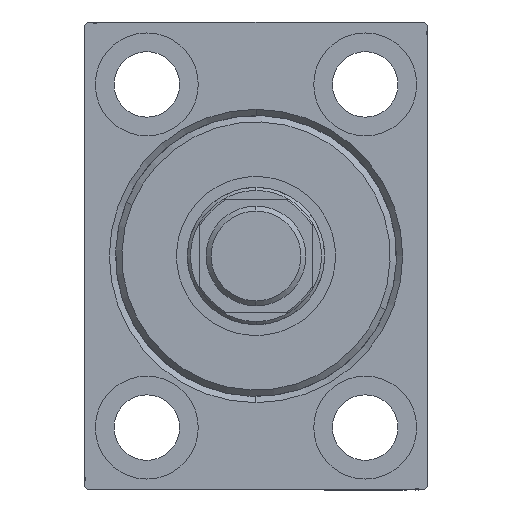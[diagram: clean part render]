
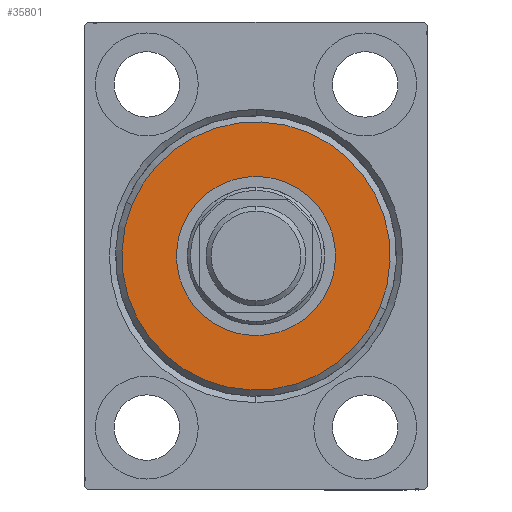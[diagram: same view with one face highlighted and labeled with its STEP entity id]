
A CAD part, left-side view. The second image highlights one B-rep face of the part: STEP entity #35801.
In plain terms, the highlighted face is planar.
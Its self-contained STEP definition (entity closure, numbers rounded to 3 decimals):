
#1046 = ORIENTED_EDGE ( 'NONE', *, *, #13702, .T. ) ;
#1102 = ORIENTED_EDGE ( 'NONE', *, *, #12460, .T. ) ;
#1388 = CARTESIAN_POINT ( 'NONE',  ( 3., 0., -12.75 ) ) ;
#2068 = AXIS2_PLACEMENT_3D ( 'NONE', #3681, #37931, #20454 ) ;
#2699 = EDGE_CURVE ( 'NONE', #37694, #36548, #38839, .T. ) ;
#3681 = CARTESIAN_POINT ( 'NONE',  ( 3., 0., 0. ) ) ;
#5994 = AXIS2_PLACEMENT_3D ( 'NONE', #41118, #35079, #37764 ) ;
#6140 = ORIENTED_EDGE ( 'NONE', *, *, #2699, .T. ) ;
#6810 = PLANE ( 'NONE',  #2068 ) ;
#7222 = DIRECTION ( 'NONE',  ( 1., 0., 0. ) ) ;
#7421 = CIRCLE ( 'NONE', #37444, 12.75 ) ;
#8784 = ORIENTED_EDGE ( 'NONE', *, *, #33151, .T. ) ;
#11991 = CIRCLE ( 'NONE', #27725, 21.5 ) ;
#12460 = EDGE_CURVE ( 'NONE', #39874, #13940, #7421, .T. ) ;
#13702 = EDGE_CURVE ( 'NONE', #13940, #39874, #41762, .T. ) ;
#13940 = VERTEX_POINT ( 'NONE', #1388 ) ;
#18114 = AXIS2_PLACEMENT_3D ( 'NONE', #30277, #7222, #43931 ) ;
#18186 = DIRECTION ( 'NONE',  ( 1., 0., 0. ) ) ;
#20454 = DIRECTION ( 'NONE',  ( 0., 0., -1. ) ) ;
#22586 = EDGE_LOOP ( 'NONE', ( #1102, #1046 ) ) ;
#25327 = DIRECTION ( 'NONE',  ( 0., 0., -1. ) ) ;
#26712 = CARTESIAN_POINT ( 'NONE',  ( 3., 0., 21.5 ) ) ;
#27321 = EDGE_LOOP ( 'NONE', ( #8784, #6140 ) ) ;
#27725 = AXIS2_PLACEMENT_3D ( 'NONE', #41910, #18186, #25327 ) ;
#30277 = CARTESIAN_POINT ( 'NONE',  ( 3., 0., 0. ) ) ;
#33151 = EDGE_CURVE ( 'NONE', #36548, #37694, #11991, .T. ) ;
#34569 = FACE_BOUND ( 'NONE', #22586, .T. ) ;
#35079 = DIRECTION ( 'NONE',  ( -1., 0., 0. ) ) ;
#35801 = ADVANCED_FACE ( 'NONE', ( #37049, #34569 ), #6810, .T. ) ;
#36495 = DIRECTION ( 'NONE',  ( -1., 0., 0. ) ) ;
#36548 = VERTEX_POINT ( 'NONE', #26712 ) ;
#37049 = FACE_OUTER_BOUND ( 'NONE', #27321, .T. ) ;
#37444 = AXIS2_PLACEMENT_3D ( 'NONE', #44081, #36495, #40500 ) ;
#37694 = VERTEX_POINT ( 'NONE', #44232 ) ;
#37764 = DIRECTION ( 'NONE',  ( 0., 0., -1. ) ) ;
#37931 = DIRECTION ( 'NONE',  ( 1., 0., 0. ) ) ;
#38839 = CIRCLE ( 'NONE', #18114, 21.5 ) ;
#39874 = VERTEX_POINT ( 'NONE', #43743 ) ;
#40500 = DIRECTION ( 'NONE',  ( 0., 0., -1. ) ) ;
#41118 = CARTESIAN_POINT ( 'NONE',  ( 3., 0., 0. ) ) ;
#41762 = CIRCLE ( 'NONE', #5994, 12.75 ) ;
#41910 = CARTESIAN_POINT ( 'NONE',  ( 3., 0., 0. ) ) ;
#43743 = CARTESIAN_POINT ( 'NONE',  ( 3., 0., 12.75 ) ) ;
#43931 = DIRECTION ( 'NONE',  ( 0., 0., -1. ) ) ;
#44081 = CARTESIAN_POINT ( 'NONE',  ( 3., 0., 0. ) ) ;
#44232 = CARTESIAN_POINT ( 'NONE',  ( 3., 0., -21.5 ) ) ;
